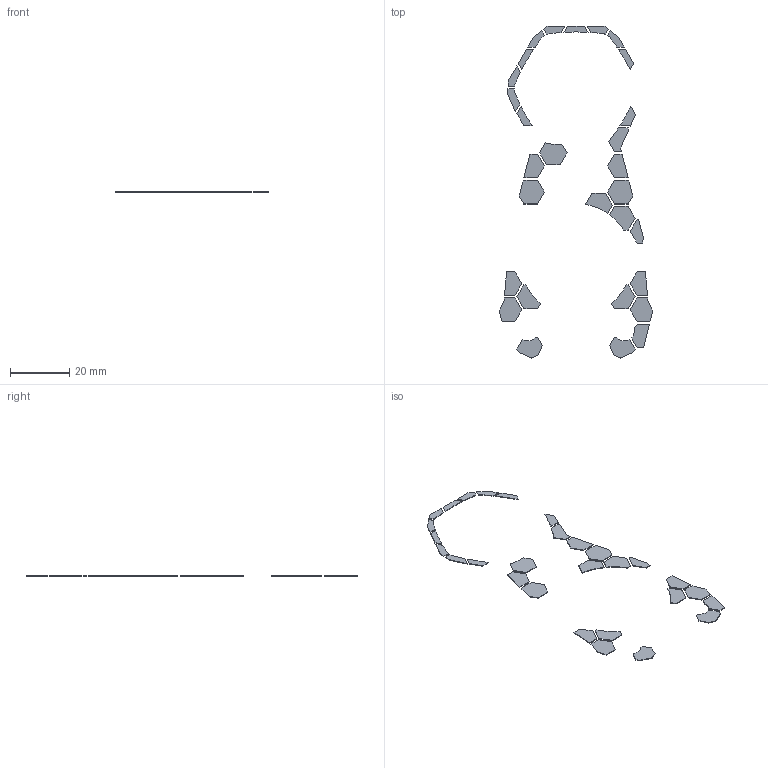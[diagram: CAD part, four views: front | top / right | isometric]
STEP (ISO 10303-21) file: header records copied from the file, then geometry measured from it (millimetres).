
FILE_DESCRIPTION(/* description */ (''),/* implementation_level */ '2;1');
FILE_NAME(/* name */ 'SB-Hex.step',/* time_stamp */ '2023-05-01T15:36:25+02:00',/* author */ (''),/* organization */ (''),/* preprocessor_version */ 'ST-DEVELOPER v19.2',/* originating_system */ 'Autodesk Translation Framework v12.4.0.73',/* authorisation */ '');
FILE_SCHEMA (('AUTOMOTIVE_DESIGN { 1 0 10303 214 3 1 1 }'));
Length unit declared in the file: millimetre
Products named in the file (1): SB-Hex
Bounding box: 51.51 x 111.73 x 0.2 mm (x, y, z)
Volume: 172.2 mm3; surface area: 1850.2 mm2
Topology: 29 solids, 29 shells, 318 faces, 780 edges, 520 vertices
Faces by surface type: plane 318
Entity records: 9169 total; most frequent: CARTESIAN_POINT 1619, ORIENTED_EDGE 1560, DIRECTION 1418, LINE 780, VECTOR 780, EDGE_CURVE 780, VERTEX_POINT 520, AXIS2_PLACEMENT_3D 319
